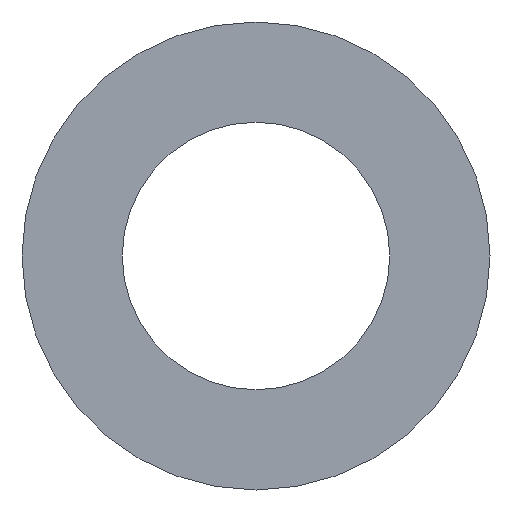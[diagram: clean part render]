
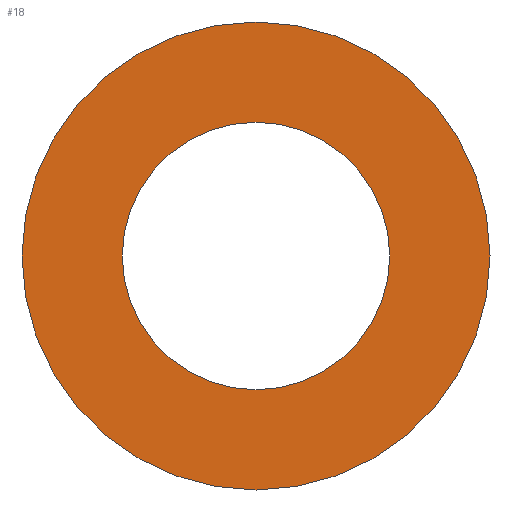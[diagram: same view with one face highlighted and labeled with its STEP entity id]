
A CAD part, front view. The second image highlights one B-rep face of the part: STEP entity #18.
In plain terms, the highlighted planar face has unit normal (0, -1, 0).
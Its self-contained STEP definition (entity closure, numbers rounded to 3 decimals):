
#6 = EDGE_CURVE ( 'NONE', #113, #111, #58, .T. ) ;
#9 = EDGE_CURVE ( 'NONE', #117, #118, #60, .T. ) ;
#13 = EDGE_CURVE ( 'NONE', #118, #117, #66, .T. ) ;
#14 = EDGE_CURVE ( 'NONE', #111, #113, #68, .T. ) ;
#18 = ADVANCED_FACE ( 'NONE', ( #175, #176 ), #177, .F. ) ;
#33 = EDGE_LOOP ( 'NONE', ( #101, #102 ) ) ;
#37 = EDGE_LOOP ( 'NONE', ( #103, #104 ) ) ;
#58 = CIRCLE ( 'NONE', #59, 16. ) ;
#59 = AXIS2_PLACEMENT_3D ( 'NONE', #131, #132, #133 ) ;
#60 = CIRCLE ( 'NONE', #64, 28. ) ;
#64 = AXIS2_PLACEMENT_3D ( 'NONE', #140, #141, #142 ) ;
#66 = CIRCLE ( 'NONE', #70, 28. ) ;
#68 = CIRCLE ( 'NONE', #92, 16. ) ;
#70 = AXIS2_PLACEMENT_3D ( 'NONE', #152, #153, #154 ) ;
#76 = AXIS2_PLACEMENT_3D ( 'NONE', #170, #179, #180 ) ;
#92 = AXIS2_PLACEMENT_3D ( 'NONE', #157, #158, #159 ) ;
#101 = ORIENTED_EDGE ( 'NONE', *, *, #13, .F. ) ;
#102 = ORIENTED_EDGE ( 'NONE', *, *, #9, .F. ) ;
#103 = ORIENTED_EDGE ( 'NONE', *, *, #6, .T. ) ;
#104 = ORIENTED_EDGE ( 'NONE', *, *, #14, .T. ) ;
#111 = VERTEX_POINT ( 'NONE', #194 ) ;
#113 = VERTEX_POINT ( 'NONE', #187 ) ;
#117 = VERTEX_POINT ( 'NONE', #196 ) ;
#118 = VERTEX_POINT ( 'NONE', #193 ) ;
#131 = CARTESIAN_POINT ( 'NONE',  ( 0., 0., 0. ) ) ;
#132 = DIRECTION ( 'NONE',  ( 0., 1., 0. ) ) ;
#133 = DIRECTION ( 'NONE',  ( 0., 0., 1. ) ) ;
#140 = CARTESIAN_POINT ( 'NONE',  ( 0., 0., 0. ) ) ;
#141 = DIRECTION ( 'NONE',  ( 0., 1., 0. ) ) ;
#142 = DIRECTION ( 'NONE',  ( 0., 0., 1. ) ) ;
#152 = CARTESIAN_POINT ( 'NONE',  ( 0., 0., 0. ) ) ;
#153 = DIRECTION ( 'NONE',  ( 0., 1., 0. ) ) ;
#154 = DIRECTION ( 'NONE',  ( 0., 0., 1. ) ) ;
#157 = CARTESIAN_POINT ( 'NONE',  ( 0., 0., 0. ) ) ;
#158 = DIRECTION ( 'NONE',  ( 0., 1., 0. ) ) ;
#159 = DIRECTION ( 'NONE',  ( 0., 0., 1. ) ) ;
#170 = CARTESIAN_POINT ( 'NONE',  ( 0., 0., 0. ) ) ;
#175 = FACE_OUTER_BOUND ( 'NONE', #33, .T. ) ;
#176 = FACE_BOUND ( 'NONE', #37, .T. ) ;
#177 = PLANE ( 'NONE',  #76 ) ;
#179 = DIRECTION ( 'NONE',  ( 0., 1., 0. ) ) ;
#180 = DIRECTION ( 'NONE',  ( 0., 0., 1. ) ) ;
#187 = CARTESIAN_POINT ( 'NONE',  ( 0., 0., -16. ) ) ;
#193 = CARTESIAN_POINT ( 'NONE',  ( 0., 0., -28. ) ) ;
#194 = CARTESIAN_POINT ( 'NONE',  ( 0., 0., 16. ) ) ;
#196 = CARTESIAN_POINT ( 'NONE',  ( 0., 0., 28. ) ) ;
